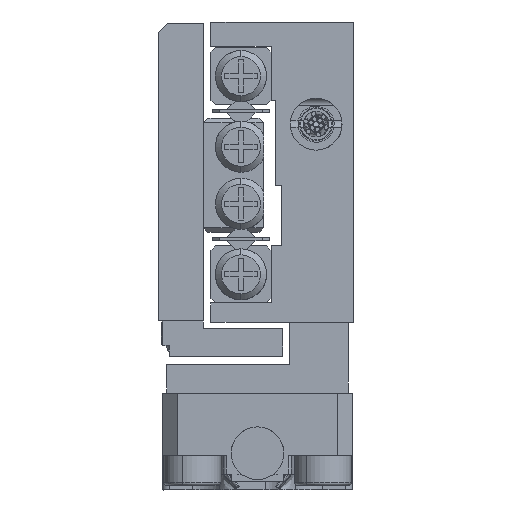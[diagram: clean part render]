
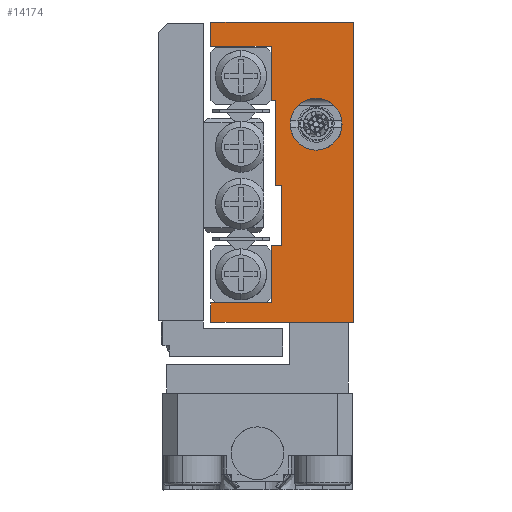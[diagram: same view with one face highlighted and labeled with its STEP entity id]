
A CAD part, left-side view. The second image highlights one B-rep face of the part: STEP entity #14174.
In plain terms, the highlighted planar face has unit normal (-1, 0, 0).
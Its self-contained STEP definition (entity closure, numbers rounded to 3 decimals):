
#849 = ORIENTED_EDGE ( 'NONE', *, *, #42307, .T. ) ;
#937 = DIRECTION ( 'NONE',  ( 0., 0., 1. ) ) ;
#1579 = LINE ( 'NONE', #51350, #49587 ) ;
#1909 = ORIENTED_EDGE ( 'NONE', *, *, #35514, .T. ) ;
#1916 = VERTEX_POINT ( 'NONE', #43916 ) ;
#2220 = ORIENTED_EDGE ( 'NONE', *, *, #29854, .T. ) ;
#2851 = DIRECTION ( 'NONE',  ( 1., 0., 0. ) ) ;
#2915 = CARTESIAN_POINT ( 'NONE',  ( -15., 2.5, 3.2 ) ) ;
#2946 = CARTESIAN_POINT ( 'NONE',  ( -15., 5.5, 10. ) ) ;
#3527 = VERTEX_POINT ( 'NONE', #55542 ) ;
#3619 = EDGE_LOOP ( 'NONE', ( #849, #23717, #39393, #38090, #1909, #28774, #2220, #40207, #48534, #30829, #29747, #42665, #8453, #20816 ) ) ;
#3844 = VERTEX_POINT ( 'NONE', #7570 ) ;
#4790 = CARTESIAN_POINT ( 'NONE',  ( -15., 2.5, 3.2 ) ) ;
#5708 = VECTOR ( 'NONE', #47723, 1000. ) ;
#5914 = VERTEX_POINT ( 'NONE', #42172 ) ;
#6902 = VECTOR ( 'NONE', #54560, 1000. ) ;
#7334 = PLANE ( 'NONE',  #51330 ) ;
#7570 = CARTESIAN_POINT ( 'NONE',  ( -15., 5.5, -8.7 ) ) ;
#8453 = ORIENTED_EDGE ( 'NONE', *, *, #22164, .F. ) ;
#8700 = VECTOR ( 'NONE', #33789, 1000. ) ;
#9134 = LINE ( 'NONE', #22562, #19882 ) ;
#9848 = DIRECTION ( 'NONE',  ( 0., 0., -1. ) ) ;
#9983 = VERTEX_POINT ( 'NONE', #17662 ) ;
#10521 = LINE ( 'NONE', #19754, #31615 ) ;
#11062 = EDGE_CURVE ( 'NONE', #9983, #49429, #34159, .T. ) ;
#11424 = DIRECTION ( 'NONE',  ( 0., 0., 1. ) ) ;
#11516 = LINE ( 'NONE', #29687, #13411 ) ;
#11671 = CARTESIAN_POINT ( 'NONE',  ( -15., 5.5, -10. ) ) ;
#12311 = LINE ( 'NONE', #53112, #8700 ) ;
#12935 = CIRCLE ( 'NONE', #42437, 1.727 ) ;
#13174 = CARTESIAN_POINT ( 'NONE',  ( -15., 9.5, -10. ) ) ;
#13411 = VECTOR ( 'NONE', #42207, 1000. ) ;
#13698 = VECTOR ( 'NONE', #49468, 1000. ) ;
#14174 = ADVANCED_FACE ( 'NONE', ( #25805, #44563 ), #7334, .F. ) ;
#14227 = VECTOR ( 'NONE', #56789, 1000. ) ;
#14987 = EDGE_CURVE ( 'NONE', #58489, #5914, #50138, .T. ) ;
#15025 = EDGE_LOOP ( 'NONE', ( #35469, #37168 ) ) ;
#15401 = EDGE_CURVE ( 'NONE', #38374, #58051, #52163, .T. ) ;
#16805 = EDGE_CURVE ( 'NONE', #37303, #3527, #11516, .T. ) ;
#17582 = EDGE_CURVE ( 'NONE', #3844, #38664, #24954, .T. ) ;
#17591 = LINE ( 'NONE', #27118, #33313 ) ;
#17662 = CARTESIAN_POINT ( 'NONE',  ( -15., 2.5, 1.473 ) ) ;
#17948 = CARTESIAN_POINT ( 'NONE',  ( -15., 4.8, -0.9 ) ) ;
#18449 = EDGE_CURVE ( 'NONE', #49429, #9983, #12935, .T. ) ;
#18613 = VECTOR ( 'NONE', #937, 1000. ) ;
#18630 = EDGE_CURVE ( 'NONE', #30809, #45424, #29179, .T. ) ;
#18781 = DIRECTION ( 'NONE',  ( 0., 0., 1. ) ) ;
#18837 = CARTESIAN_POINT ( 'NONE',  ( -15., 0., -10. ) ) ;
#19062 = VECTOR ( 'NONE', #9848, 1000. ) ;
#19754 = CARTESIAN_POINT ( 'NONE',  ( -15., 5.5, 4.8 ) ) ;
#19882 = VECTOR ( 'NONE', #53538, 1000. ) ;
#20816 = ORIENTED_EDGE ( 'NONE', *, *, #46752, .T. ) ;
#21934 = CARTESIAN_POINT ( 'NONE',  ( -15., 5.5, -10. ) ) ;
#22164 = EDGE_CURVE ( 'NONE', #1916, #25589, #12311, .T. ) ;
#22562 = CARTESIAN_POINT ( 'NONE',  ( -15., 9.5, 10. ) ) ;
#23717 = ORIENTED_EDGE ( 'NONE', *, *, #16805, .F. ) ;
#24137 = LINE ( 'NONE', #42300, #19062 ) ;
#24954 = LINE ( 'NONE', #38637, #14227 ) ;
#25589 = VERTEX_POINT ( 'NONE', #38132 ) ;
#25805 = FACE_BOUND ( 'NONE', #15025, .T. ) ;
#26842 = DIRECTION ( 'NONE',  ( 0., 0., -1. ) ) ;
#27118 = CARTESIAN_POINT ( 'NONE',  ( -15., 9.5, -10. ) ) ;
#27515 = AXIS2_PLACEMENT_3D ( 'NONE', #2915, #56835, #44042 ) ;
#27876 = VERTEX_POINT ( 'NONE', #17948 ) ;
#28774 = ORIENTED_EDGE ( 'NONE', *, *, #15401, .T. ) ;
#29179 = LINE ( 'NONE', #2946, #43377 ) ;
#29687 = CARTESIAN_POINT ( 'NONE',  ( -15., 5.5, -4.9 ) ) ;
#29747 = ORIENTED_EDGE ( 'NONE', *, *, #37070, .F. ) ;
#29854 = EDGE_CURVE ( 'NONE', #58051, #45424, #56035, .T. ) ;
#30387 = CARTESIAN_POINT ( 'NONE',  ( -15., 5.5, 4.8 ) ) ;
#30809 = VERTEX_POINT ( 'NONE', #52213 ) ;
#30829 = ORIENTED_EDGE ( 'NONE', *, *, #14987, .T. ) ;
#31615 = VECTOR ( 'NONE', #37908, 1000. ) ;
#32778 = DIRECTION ( 'NONE',  ( -1., 0., 0. ) ) ;
#33313 = VECTOR ( 'NONE', #26842, 1000. ) ;
#33661 = DIRECTION ( 'NONE',  ( 0., -1., 0. ) ) ;
#33789 = DIRECTION ( 'NONE',  ( 0., 0., 1. ) ) ;
#34159 = CIRCLE ( 'NONE', #27515, 1.727 ) ;
#34721 = CARTESIAN_POINT ( 'NONE',  ( -15., 9.5, 8.4 ) ) ;
#35314 = CARTESIAN_POINT ( 'NONE',  ( -15., 0., 10. ) ) ;
#35469 = ORIENTED_EDGE ( 'NONE', *, *, #18449, .F. ) ;
#35514 = EDGE_CURVE ( 'NONE', #38664, #38374, #17591, .T. ) ;
#37070 = EDGE_CURVE ( 'NONE', #38625, #5914, #1579, .T. ) ;
#37168 = ORIENTED_EDGE ( 'NONE', *, *, #11062, .F. ) ;
#37303 = VERTEX_POINT ( 'NONE', #50615 ) ;
#37724 = EDGE_CURVE ( 'NONE', #30809, #58489, #9134, .T. ) ;
#37908 = DIRECTION ( 'NONE',  ( 0., 1., 0. ) ) ;
#38090 = ORIENTED_EDGE ( 'NONE', *, *, #17582, .T. ) ;
#38132 = CARTESIAN_POINT ( 'NONE',  ( -15., 5.2, 4.8 ) ) ;
#38374 = VERTEX_POINT ( 'NONE', #13174 ) ;
#38625 = VERTEX_POINT ( 'NONE', #30387 ) ;
#38637 = CARTESIAN_POINT ( 'NONE',  ( -15., 5.5, -8.7 ) ) ;
#38664 = VERTEX_POINT ( 'NONE', #57777 ) ;
#39393 = ORIENTED_EDGE ( 'NONE', *, *, #56305, .F. ) ;
#39932 = LINE ( 'NONE', #49170, #13698 ) ;
#40207 = ORIENTED_EDGE ( 'NONE', *, *, #18630, .F. ) ;
#40908 = DIRECTION ( 'NONE',  ( 0., -1., 0. ) ) ;
#41730 = LINE ( 'NONE', #45620, #6902 ) ;
#42172 = CARTESIAN_POINT ( 'NONE',  ( -15., 5.5, 8.4 ) ) ;
#42207 = DIRECTION ( 'NONE',  ( 0., -1., 0. ) ) ;
#42300 = CARTESIAN_POINT ( 'NONE',  ( -15., 4.8, -10. ) ) ;
#42307 = EDGE_CURVE ( 'NONE', #27876, #3527, #24137, .T. ) ;
#42437 = AXIS2_PLACEMENT_3D ( 'NONE', #4790, #32778, #18781 ) ;
#42665 = ORIENTED_EDGE ( 'NONE', *, *, #56066, .F. ) ;
#43377 = VECTOR ( 'NONE', #33661, 1000. ) ;
#43916 = CARTESIAN_POINT ( 'NONE',  ( -15., 5.2, -0.9 ) ) ;
#44042 = DIRECTION ( 'NONE',  ( 0., 0., 1. ) ) ;
#44563 = FACE_OUTER_BOUND ( 'NONE', #3619, .T. ) ;
#45374 = CARTESIAN_POINT ( 'NONE',  ( -15., 5.5, 8.4 ) ) ;
#45424 = VERTEX_POINT ( 'NONE', #35314 ) ;
#45620 = CARTESIAN_POINT ( 'NONE',  ( -15., 5.5, -10. ) ) ;
#46752 = EDGE_CURVE ( 'NONE', #1916, #27876, #39932, .T. ) ;
#47565 = CARTESIAN_POINT ( 'NONE',  ( -15., 2.5, 4.927 ) ) ;
#47723 = DIRECTION ( 'NONE',  ( 0., -1., 0. ) ) ;
#48534 = ORIENTED_EDGE ( 'NONE', *, *, #37724, .T. ) ;
#48793 = CARTESIAN_POINT ( 'NONE',  ( -15., 0., -10. ) ) ;
#49170 = CARTESIAN_POINT ( 'NONE',  ( -15., 5.5, -0.9 ) ) ;
#49332 = DIRECTION ( 'NONE',  ( 0., 0., -1. ) ) ;
#49429 = VERTEX_POINT ( 'NONE', #47565 ) ;
#49468 = DIRECTION ( 'NONE',  ( 0., -1., 0. ) ) ;
#49587 = VECTOR ( 'NONE', #11424, 1000. ) ;
#50138 = LINE ( 'NONE', #45374, #54235 ) ;
#50615 = CARTESIAN_POINT ( 'NONE',  ( -15., 5.5, -4.9 ) ) ;
#51330 = AXIS2_PLACEMENT_3D ( 'NONE', #21934, #2851, #49332 ) ;
#51350 = CARTESIAN_POINT ( 'NONE',  ( -15., 5.5, -10. ) ) ;
#52163 = LINE ( 'NONE', #11671, #5708 ) ;
#52213 = CARTESIAN_POINT ( 'NONE',  ( -15., 9.5, 10. ) ) ;
#53112 = CARTESIAN_POINT ( 'NONE',  ( -15., 5.2, 4.8 ) ) ;
#53538 = DIRECTION ( 'NONE',  ( 0., 0., -1. ) ) ;
#54235 = VECTOR ( 'NONE', #40908, 1000. ) ;
#54560 = DIRECTION ( 'NONE',  ( 0., 0., 1. ) ) ;
#55542 = CARTESIAN_POINT ( 'NONE',  ( -15., 4.8, -4.9 ) ) ;
#56035 = LINE ( 'NONE', #18837, #18613 ) ;
#56066 = EDGE_CURVE ( 'NONE', #25589, #38625, #10521, .T. ) ;
#56305 = EDGE_CURVE ( 'NONE', #3844, #37303, #41730, .T. ) ;
#56789 = DIRECTION ( 'NONE',  ( 0., 1., 0. ) ) ;
#56835 = DIRECTION ( 'NONE',  ( -1., 0., 0. ) ) ;
#57777 = CARTESIAN_POINT ( 'NONE',  ( -15., 9.5, -8.7 ) ) ;
#58051 = VERTEX_POINT ( 'NONE', #48793 ) ;
#58489 = VERTEX_POINT ( 'NONE', #34721 ) ;
